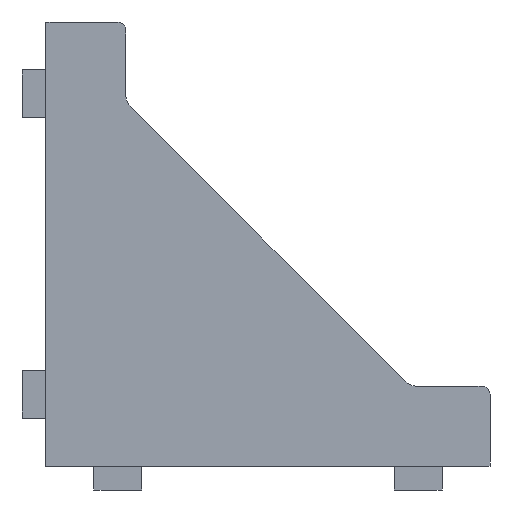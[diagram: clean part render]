
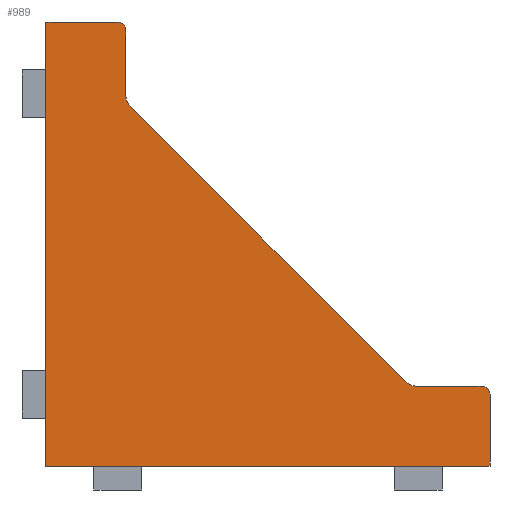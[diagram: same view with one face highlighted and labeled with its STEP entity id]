
A CAD part, left-side view. The second image highlights one B-rep face of the part: STEP entity #989.
In plain terms, the highlighted planar face has unit normal (-1, 0, 0).
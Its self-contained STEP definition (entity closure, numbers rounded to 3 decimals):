
#28=CIRCLE('',#1041,1.);
#30=CIRCLE('',#1045,1.);
#31=CIRCLE('',#1048,0.5);
#38=CIRCLE('',#1062,0.5);
#103=FACE_OUTER_BOUND('',#155,.T.);
#155=EDGE_LOOP('',(#819,#820,#821,#822,#823,#824,#825,#826,#827,#828,#829));
#232=LINE('',#1497,#346);
#235=LINE('',#1508,#349);
#239=LINE('',#1520,#353);
#271=LINE('',#1612,#385);
#272=LINE('',#1614,#386);
#273=LINE('',#1616,#387);
#274=LINE('',#1617,#388);
#346=VECTOR('',#1214,10.);
#349=VECTOR('',#1225,10.);
#353=VECTOR('',#1237,10.);
#385=VECTOR('',#1327,10.);
#386=VECTOR('',#1328,10.);
#387=VECTOR('',#1329,10.);
#388=VECTOR('',#1330,10.);
#443=VERTEX_POINT('',#1487);
#444=VERTEX_POINT('',#1489);
#446=VERTEX_POINT('',#1495);
#449=VERTEX_POINT('',#1502);
#450=VERTEX_POINT('',#1504);
#451=VERTEX_POINT('',#1511);
#452=VERTEX_POINT('',#1512);
#468=VERTEX_POINT('',#1559);
#485=VERTEX_POINT('',#1611);
#486=VERTEX_POINT('',#1613);
#487=VERTEX_POINT('',#1615);
#554=EDGE_CURVE('',#443,#444,#28,.T.);
#558=EDGE_CURVE('',#443,#446,#232,.T.);
#561=EDGE_CURVE('',#449,#450,#30,.T.);
#563=EDGE_CURVE('',#449,#444,#235,.T.);
#565=EDGE_CURVE('',#451,#452,#31,.T.);
#569=EDGE_CURVE('',#451,#450,#239,.T.);
#589=EDGE_CURVE('',#468,#446,#38,.T.);
#615=EDGE_CURVE('',#485,#468,#271,.T.);
#616=EDGE_CURVE('',#486,#485,#272,.T.);
#617=EDGE_CURVE('',#487,#486,#273,.T.);
#618=EDGE_CURVE('',#487,#452,#274,.T.);
#819=ORIENTED_EDGE('',*,*,#565,.F.);
#820=ORIENTED_EDGE('',*,*,#569,.T.);
#821=ORIENTED_EDGE('',*,*,#561,.F.);
#822=ORIENTED_EDGE('',*,*,#563,.T.);
#823=ORIENTED_EDGE('',*,*,#554,.F.);
#824=ORIENTED_EDGE('',*,*,#558,.T.);
#825=ORIENTED_EDGE('',*,*,#589,.F.);
#826=ORIENTED_EDGE('',*,*,#615,.F.);
#827=ORIENTED_EDGE('',*,*,#616,.F.);
#828=ORIENTED_EDGE('',*,*,#617,.F.);
#829=ORIENTED_EDGE('',*,*,#618,.T.);
#937=PLANE('',#1079);
#989=ADVANCED_FACE('',(#103),#937,.T.);
#1041=AXIS2_PLACEMENT_3D('',#1490,#1207,#1208);
#1045=AXIS2_PLACEMENT_3D('',#1505,#1220,#1221);
#1048=AXIS2_PLACEMENT_3D('',#1513,#1229,#1230);
#1062=AXIS2_PLACEMENT_3D('',#1560,#1274,#1275);
#1079=AXIS2_PLACEMENT_3D('',#1610,#1325,#1326);
#1207=DIRECTION('center_axis',(-1.,0.,0.));
#1208=DIRECTION('ref_axis',(0.,0.924,-0.383));
#1214=DIRECTION('',(0.,0.,1.));
#1220=DIRECTION('center_axis',(-1.,0.,0.));
#1221=DIRECTION('ref_axis',(0.,0.383,-0.924));
#1225=DIRECTION('',(0.,0.707,0.707));
#1229=DIRECTION('center_axis',(1.,0.,0.));
#1230=DIRECTION('ref_axis',(0.,-0.707,0.707));
#1237=DIRECTION('',(0.,1.,0.));
#1274=DIRECTION('center_axis',(1.,0.,0.));
#1275=DIRECTION('ref_axis',(0.,-0.707,0.707));
#1325=DIRECTION('center_axis',(-1.,0.,0.));
#1326=DIRECTION('ref_axis',(0.,-1.,0.));
#1327=DIRECTION('',(0.,-1.,0.));
#1328=DIRECTION('',(0.,0.,1.));
#1329=DIRECTION('',(0.,1.,0.));
#1330=DIRECTION('',(0.,0.,1.));
#1487=CARTESIAN_POINT('',(-10.,8.9,23.214));
#1489=CARTESIAN_POINT('',(-10.,8.607,22.507));
#1490=CARTESIAN_POINT('Origin',(-10.,7.9,23.214));
#1495=CARTESIAN_POINT('',(-10.,8.9,27.3));
#1497=CARTESIAN_POINT('',(-10.,8.9,13.9));
#1502=CARTESIAN_POINT('',(-10.,-8.607,5.293));
#1504=CARTESIAN_POINT('',(-10.,-9.314,5.));
#1505=CARTESIAN_POINT('Origin',(-10.,-9.314,6.));
#1508=CARTESIAN_POINT('',(-10.,4.45,18.35));
#1511=CARTESIAN_POINT('',(-10.,-13.4,5.));
#1512=CARTESIAN_POINT('',(-10.,-13.9,4.5));
#1513=CARTESIAN_POINT('Origin',(-10.,-13.4,4.5));
#1520=CARTESIAN_POINT('',(-10.,2.5,5.));
#1559=CARTESIAN_POINT('',(-10.,9.4,27.8));
#1560=CARTESIAN_POINT('Origin',(-10.,9.4,27.3));
#1610=CARTESIAN_POINT('Origin',(-10.,13.9,0.));
#1611=CARTESIAN_POINT('',(-10.,13.9,27.8));
#1612=CARTESIAN_POINT('',(-10.,-13.9,27.8));
#1613=CARTESIAN_POINT('',(-10.,13.9,0.));
#1614=CARTESIAN_POINT('',(-10.,13.9,0.));
#1615=CARTESIAN_POINT('',(-10.,-13.9,0.));
#1616=CARTESIAN_POINT('',(-10.,-13.9,0.));
#1617=CARTESIAN_POINT('',(-10.,-13.9,0.));
